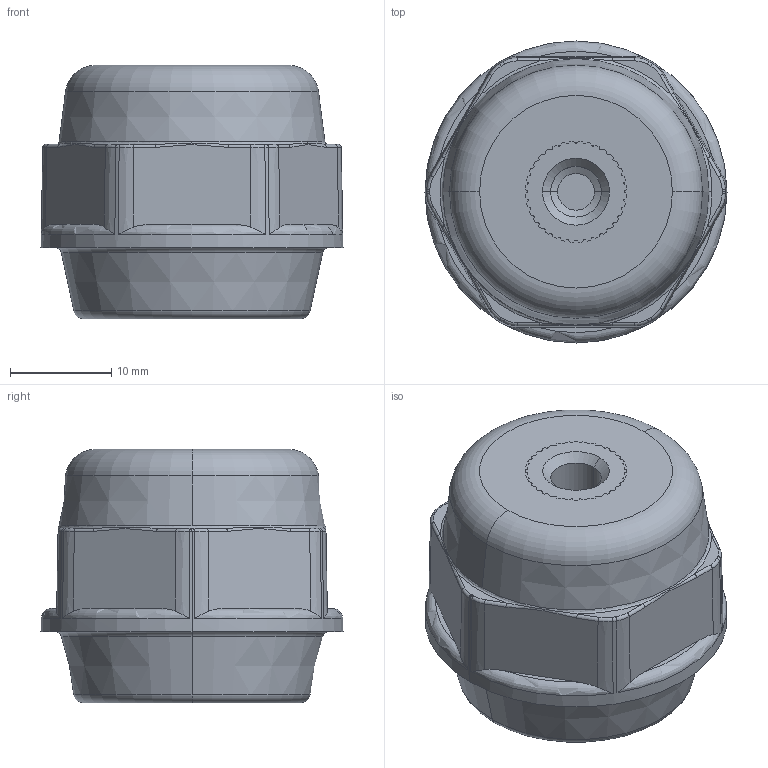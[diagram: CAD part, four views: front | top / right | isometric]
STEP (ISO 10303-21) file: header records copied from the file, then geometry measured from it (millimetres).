
FILE_DESCRIPTION (( 'STEP AP214' ), '1' );
FILE_NAME ('YIS11-25-06-K05 Èçîëÿòîð îïîðíûé SM25 (Ì6) IEK.STEP', '2024-06-18T07:35:28', ( '' ), ( '' ), 'SwSTEP 2.0', 'SolidWorks 2022', '' );
FILE_SCHEMA (( 'AUTOMOTIVE_DESIGN' ));
Length unit declared in the file: millimetre
Products named in the file (4): M6X10XD10_GAIKA_ZAKLADNAJA.stp; YIS11-25-06-K05 Изолятор опорный SM25 (М6) IEK; MH-25-000_01_IZOL_OPORN.stp; mh-25-000_izol_oporn_m6x10xd10_asm.stp
Assembly tree (4 placements, depth 3):
  YIS11-25-06-K05 Изолятор опорный SM25 (М6) IEK
    mh-25-000_izol_oporn_m6x10xd10_asm.stp
      MH-25-000_01_IZOL_OPORN.stp
      M6X10XD10_GAIKA_ZAKLADNAJA.stp  x2
Bounding box: 29.8 x 29.8 x 25 mm (x, y, z)
Volume: 13164.8 mm3; surface area: 5197.5 mm2
Topology: 3 solids, 3 shells, 1882 faces, 5513 edges, 3658 vertices
Faces by surface type: plane 909, cylinder 896, torus 44, cone 26, bspline 7
Entity records: 52361 total; most frequent: CARTESIAN_POINT 13687, ORIENTED_EDGE 8370, DIRECTION 8040, EDGE_CURVE 4185, AXIS2_PLACEMENT_3D 2793, VERTEX_POINT 2774, VECTOR 2454, LINE 2454
